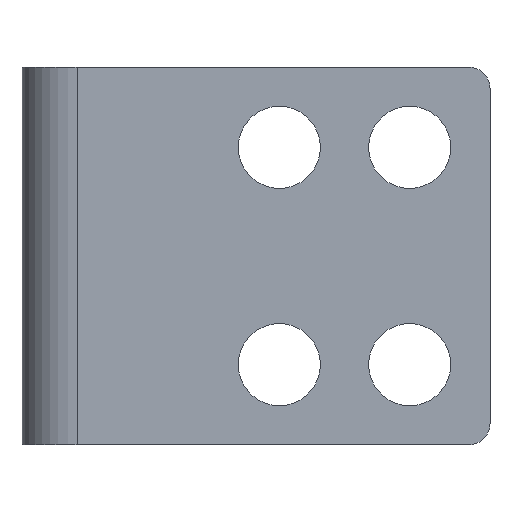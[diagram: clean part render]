
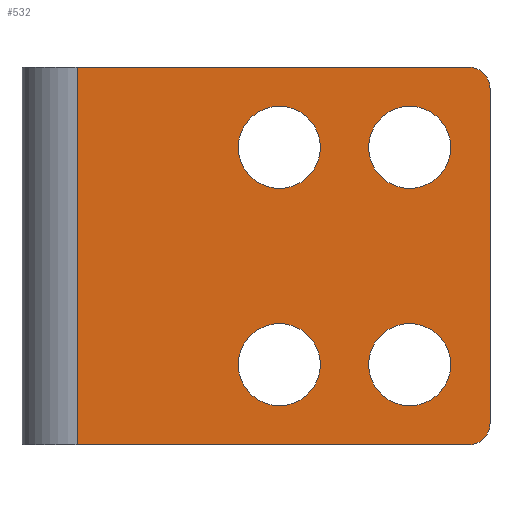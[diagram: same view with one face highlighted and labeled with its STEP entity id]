
A CAD part, left-side view. The second image highlights one B-rep face of the part: STEP entity #532.
In plain terms, the highlighted planar face has unit normal (-1, 0, 0).
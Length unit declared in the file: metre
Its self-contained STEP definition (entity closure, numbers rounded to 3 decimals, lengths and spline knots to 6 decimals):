
#14=CIRCLE('',#572,0.00189);
#16=CIRCLE('',#575,0.00189);
#18=CIRCLE('',#578,0.00189);
#20=CIRCLE('',#581,0.00189);
#23=CIRCLE('',#587,0.001);
#24=CIRCLE('',#588,0.001);
#88=ORIENTED_EDGE('',*,*,#215,.T.);
#89=ORIENTED_EDGE('',*,*,#217,.T.);
#90=ORIENTED_EDGE('',*,*,#219,.T.);
#91=ORIENTED_EDGE('',*,*,#221,.T.);
#92=ORIENTED_EDGE('',*,*,#224,.T.);
#93=ORIENTED_EDGE('',*,*,#229,.T.);
#94=ORIENTED_EDGE('',*,*,#210,.T.);
#95=ORIENTED_EDGE('',*,*,#230,.F.);
#96=ORIENTED_EDGE('',*,*,#208,.F.);
#97=ORIENTED_EDGE('',*,*,#231,.T.);
#208=EDGE_CURVE('',#282,#283,#332,.T.);
#210=EDGE_CURVE('',#284,#285,#334,.T.);
#215=EDGE_CURVE('',#289,#289,#14,.T.);
#217=EDGE_CURVE('',#291,#291,#16,.T.);
#219=EDGE_CURVE('',#293,#293,#18,.T.);
#221=EDGE_CURVE('',#295,#295,#20,.T.);
#224=EDGE_CURVE('',#299,#298,#340,.T.);
#229=EDGE_CURVE('',#298,#284,#23,.F.);
#230=EDGE_CURVE('',#283,#285,#343,.T.);
#231=EDGE_CURVE('',#282,#299,#24,.F.);
#282=VERTEX_POINT('',#802);
#283=VERTEX_POINT('',#804);
#284=VERTEX_POINT('',#808);
#285=VERTEX_POINT('',#809);
#289=VERTEX_POINT('',#819);
#291=VERTEX_POINT('',#824);
#293=VERTEX_POINT('',#829);
#295=VERTEX_POINT('',#834);
#298=VERTEX_POINT('',#840);
#299=VERTEX_POINT('',#842);
#332=LINE('',#803,#375);
#334=LINE('',#807,#377);
#340=LINE('',#841,#383);
#343=LINE('',#850,#386);
#375=VECTOR('',#635,1.);
#377=VECTOR('',#639,1.);
#383=VECTOR('',#671,1.);
#386=VECTOR('',#684,1.);
#432=EDGE_LOOP('',(#88));
#433=EDGE_LOOP('',(#89));
#434=EDGE_LOOP('',(#90));
#435=EDGE_LOOP('',(#91));
#436=EDGE_LOOP('',(#92,#93,#94,#95,#96,#97));
#478=FACE_BOUND('',#432,.T.);
#479=FACE_BOUND('',#433,.T.);
#480=FACE_BOUND('',#434,.T.);
#481=FACE_BOUND('',#435,.T.);
#482=FACE_BOUND('',#436,.T.);
#512=PLANE('',#586);
#532=ADVANCED_FACE('',(#478,#479,#480,#481,#482),#512,.F.);
#572=AXIS2_PLACEMENT_3D('',#818,#647,#648);
#575=AXIS2_PLACEMENT_3D('',#823,#653,#654);
#578=AXIS2_PLACEMENT_3D('',#828,#659,#660);
#581=AXIS2_PLACEMENT_3D('',#833,#665,#666);
#586=AXIS2_PLACEMENT_3D('',#848,#680,#681);
#587=AXIS2_PLACEMENT_3D('',#849,#682,#683);
#588=AXIS2_PLACEMENT_3D('',#851,#685,#686);
#635=DIRECTION('',(0.,1.,0.));
#639=DIRECTION('',(0.,1.,0.));
#647=DIRECTION('',(1.,0.,0.));
#648=DIRECTION('',(0.,0.,-1.));
#653=DIRECTION('',(1.,0.,0.));
#654=DIRECTION('',(0.,0.,-1.));
#659=DIRECTION('',(1.,0.,0.));
#660=DIRECTION('',(0.,0.,-1.));
#665=DIRECTION('',(1.,0.,0.));
#666=DIRECTION('',(0.,0.,-1.));
#671=DIRECTION('',(0.,0.,1.));
#680=DIRECTION('',(1.,0.,0.));
#681=DIRECTION('',(0.,0.,-1.));
#682=DIRECTION('',(1.,0.,0.));
#683=DIRECTION('',(0.,0.,-1.));
#684=DIRECTION('',(0.,0.,1.));
#685=DIRECTION('',(1.,0.,0.));
#686=DIRECTION('',(0.,0.,-1.));
#802=CARTESIAN_POINT('',(-0.01818,-0.037519,0.));
#803=CARTESIAN_POINT('',(-0.01818,-0.025215,0.));
#804=CARTESIAN_POINT('',(-0.01818,-0.019505,0.));
#807=CARTESIAN_POINT('',(-0.01818,-0.025215,0.0174));
#808=CARTESIAN_POINT('',(-0.01818,-0.037519,0.0174));
#809=CARTESIAN_POINT('',(-0.01818,-0.019505,0.0174));
#818=CARTESIAN_POINT('',(-0.01818,-0.034819,0.0037));
#819=CARTESIAN_POINT('',(-0.01818,-0.034819,0.00181));
#823=CARTESIAN_POINT('',(-0.01818,-0.034819,0.0137));
#824=CARTESIAN_POINT('',(-0.01818,-0.034819,0.01181));
#828=CARTESIAN_POINT('',(-0.01818,-0.028819,0.0137));
#829=CARTESIAN_POINT('',(-0.01818,-0.028819,0.01181));
#833=CARTESIAN_POINT('',(-0.01818,-0.028819,0.0037));
#834=CARTESIAN_POINT('',(-0.01818,-0.028819,0.00181));
#840=CARTESIAN_POINT('',(-0.01818,-0.038519,0.0164));
#841=CARTESIAN_POINT('',(-0.01818,-0.038519,0.));
#842=CARTESIAN_POINT('',(-0.01818,-0.038519,0.001));
#848=CARTESIAN_POINT('',(-0.01818,-0.025215,0.));
#849=CARTESIAN_POINT('',(-0.01818,-0.037519,0.0164));
#850=CARTESIAN_POINT('',(-0.01818,-0.019505,0.));
#851=CARTESIAN_POINT('',(-0.01818,-0.037519,0.001));
